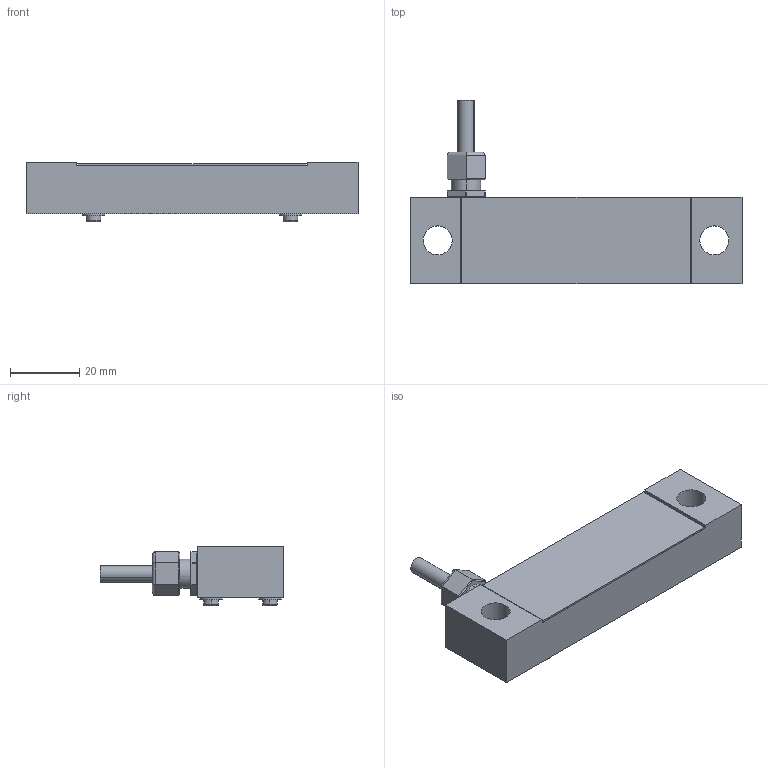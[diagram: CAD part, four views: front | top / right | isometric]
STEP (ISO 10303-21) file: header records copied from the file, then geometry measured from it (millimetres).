
FILE_DESCRIPTION (( 'STEP AP214' ), '1' );
FILE_NAME ('8113.0001.STEP', '2017-01-30T10:25:09', ( '' ), ( '' ), 'SwSTEP 2.0', 'SolidWorks 2016', '' );
FILE_SCHEMA (( 'AUTOMOTIVE_DESIGN' ));
Length unit declared in the file: millimetre
Products named in the file (1): 8113.0001
Bounding box: 96 x 53 x 17.3 mm (x, y, z)
Surface area: 13890.9 mm2 (no closed solid volume)
Topology: 0 solids, 9 shells, 175 faces, 516 edges, 354 vertices
Faces by surface type: plane 105, cylinder 60, torus 8, cone 2
Entity records: 7786 total; most frequent: CARTESIAN_POINT 1064, DIRECTION 1037, ORIENTED_EDGE 893, EDGE_CURVE 516, VERTEX_POINT 354, AXIS2_PLACEMENT_3D 351, LINE 335, VECTOR 335
